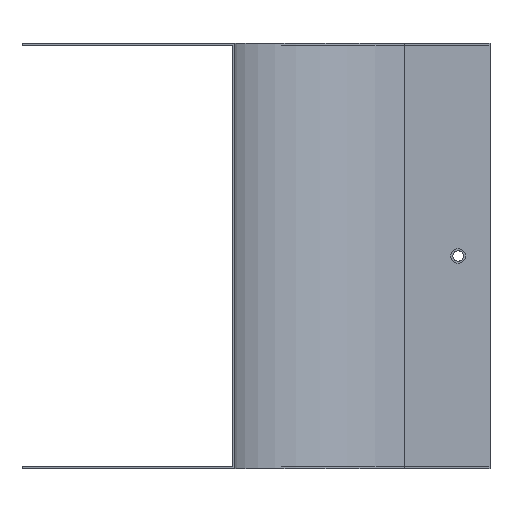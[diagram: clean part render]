
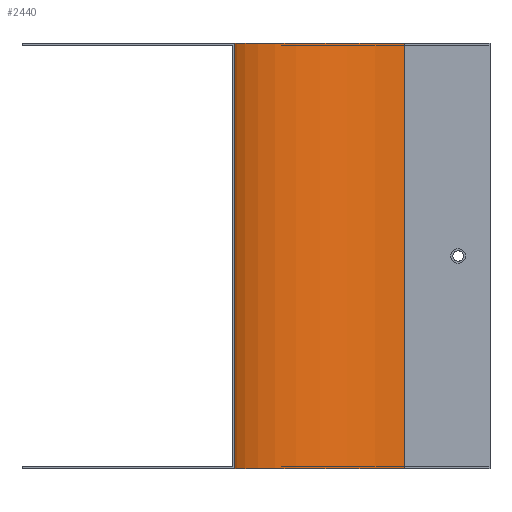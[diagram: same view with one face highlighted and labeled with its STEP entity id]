
A CAD part, left-side view. The second image highlights one B-rep face of the part: STEP entity #2440.
In plain terms, the highlighted cylindrical face has radius 80 mm (diameter 160 mm), a partial arc.
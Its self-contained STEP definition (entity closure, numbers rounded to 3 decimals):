
#87 = EDGE_LOOP ( 'NONE', ( #1903, #1908, #1906, #1907 ) ) ;
#527 = CARTESIAN_POINT ( 'NONE',  ( 0., 40., 1. ) ) ;
#528 = CARTESIAN_POINT ( 'NONE',  ( 0., 40., -199. ) ) ;
#530 = CARTESIAN_POINT ( 'NONE',  ( -80., 120., -199. ) ) ;
#796 = CARTESIAN_POINT ( 'NONE',  ( -80., 120., 1. ) ) ;
#842 = CARTESIAN_POINT ( 'NONE',  ( -80., 120., 1. ) ) ;
#848 = DIRECTION ( 'NONE',  ( 0., 0., -1. ) ) ;
#856 = CARTESIAN_POINT ( 'NONE',  ( 0., 40., 1. ) ) ;
#857 = CARTESIAN_POINT ( 'NONE',  ( -80., 40., -199. ) ) ;
#858 = DIRECTION ( 'NONE',  ( 0., 0., -1. ) ) ;
#859 = DIRECTION ( 'NONE',  ( -1., 0., 0. ) ) ;
#860 = DIRECTION ( 'NONE',  ( 0., 0., -1. ) ) ;
#864 = CARTESIAN_POINT ( 'NONE',  ( -80., 40., 1. ) ) ;
#865 = DIRECTION ( 'NONE',  ( 0., 0., -1. ) ) ;
#866 = DIRECTION ( 'NONE',  ( -1., 0., 0. ) ) ;
#945 = AXIS2_PLACEMENT_3D ( 'NONE', #864, #865, #866 ) ;
#946 = AXIS2_PLACEMENT_3D ( 'NONE', #857, #858, #859 ) ;
#1006 = LINE ( 'NONE', #842, #1010 ) ;
#1010 = VECTOR ( 'NONE', #848, 1000. ) ;
#1013 = CIRCLE ( 'NONE', #946, 80. ) ;
#1015 = LINE ( 'NONE', #856, #1021 ) ;
#1020 = CIRCLE ( 'NONE', #945, 80. ) ;
#1021 = VECTOR ( 'NONE', #860, 1000. ) ;
#1401 = DIRECTION ( 'NONE',  ( -1., 0., 0. ) ) ;
#1404 = DIRECTION ( 'NONE',  ( 0., 0., -1. ) ) ;
#1405 = CARTESIAN_POINT ( 'NONE',  ( -80., 40., 1. ) ) ;
#1633 = VERTEX_POINT ( 'NONE', #527 ) ;
#1634 = VERTEX_POINT ( 'NONE', #528 ) ;
#1635 = VERTEX_POINT ( 'NONE', #530 ) ;
#1690 = VERTEX_POINT ( 'NONE', #796 ) ;
#1728 = EDGE_CURVE ( 'NONE', #1690, #1635, #1006, .T. ) ;
#1732 = EDGE_CURVE ( 'NONE', #1635, #1634, #1013, .T. ) ;
#1734 = EDGE_CURVE ( 'NONE', #1633, #1634, #1015, .T. ) ;
#1736 = EDGE_CURVE ( 'NONE', #1690, #1633, #1020, .T. ) ;
#1903 = ORIENTED_EDGE ( 'NONE', *, *, #1728, .T. ) ;
#1906 = ORIENTED_EDGE ( 'NONE', *, *, #1734, .F. ) ;
#1907 = ORIENTED_EDGE ( 'NONE', *, *, #1736, .F. ) ;
#1908 = ORIENTED_EDGE ( 'NONE', *, *, #1732, .T. ) ;
#2146 = AXIS2_PLACEMENT_3D ( 'NONE', #1405, #1404, #1401 ) ;
#2260 = FACE_OUTER_BOUND ( 'NONE', #87, .T. ) ;
#2264 = CYLINDRICAL_SURFACE ( 'NONE', #2146, 80. ) ;
#2440 = ADVANCED_FACE ( 'NONE', ( #2260 ), #2264, .F. ) ;
